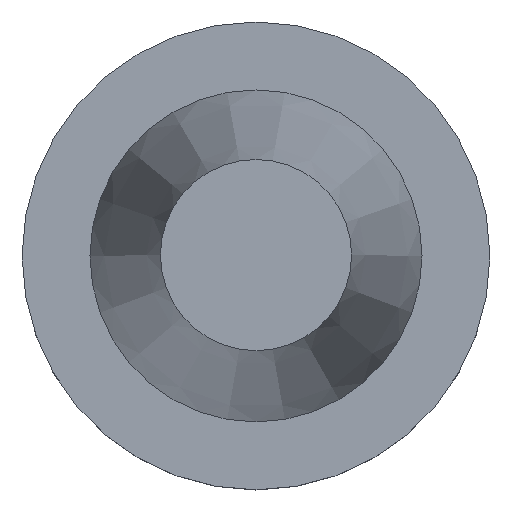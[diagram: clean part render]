
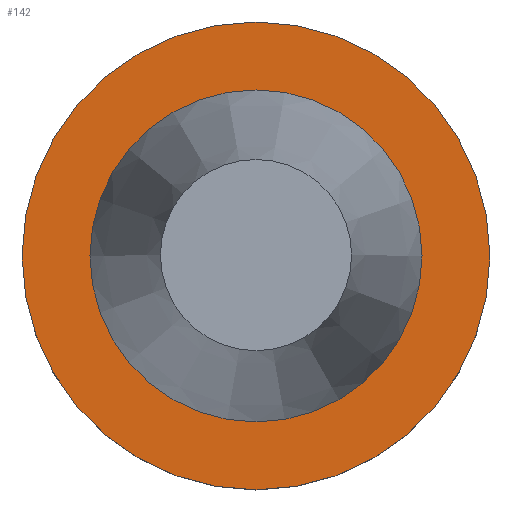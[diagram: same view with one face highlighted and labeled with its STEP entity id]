
A CAD part, top view. The second image highlights one B-rep face of the part: STEP entity #142.
In plain terms, the highlighted planar face has unit normal (0, 0, 1).
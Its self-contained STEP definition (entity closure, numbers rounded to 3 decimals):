
#14 = FACE_BOUND ( 'NONE', #373, .T. ) ;
#34 = CARTESIAN_POINT ( 'NONE',  ( 0., 0., -1.5 ) ) ;
#73 = CIRCLE ( 'NONE', #286, 49.215 ) ;
#74 = EDGE_CURVE ( 'NONE', #150, #150, #90, .T. ) ;
#90 = CIRCLE ( 'NONE', #213, 34.925 ) ;
#98 = CARTESIAN_POINT ( 'NONE',  ( 49.215, 0., -1.5 ) ) ;
#100 = DIRECTION ( 'NONE',  ( 1., 0., 0. ) ) ;
#131 = DIRECTION ( 'NONE',  ( 0., 0., 1. ) ) ;
#142 = ADVANCED_FACE ( 'NONE', ( #14, #271 ), #268, .F. ) ;
#145 = CARTESIAN_POINT ( 'NONE',  ( 0., 49.215, -1.5 ) ) ;
#150 = VERTEX_POINT ( 'NONE', #216 ) ;
#186 = ORIENTED_EDGE ( 'NONE', *, *, #74, .F. ) ;
#213 = AXIS2_PLACEMENT_3D ( 'NONE', #34, #131, #100 ) ;
#216 = CARTESIAN_POINT ( 'NONE',  ( 34.925, 0., -1.5 ) ) ;
#218 = ORIENTED_EDGE ( 'NONE', *, *, #317, .T. ) ;
#253 = AXIS2_PLACEMENT_3D ( 'NONE', #145, #360, #386 ) ;
#268 = PLANE ( 'NONE',  #253 ) ;
#271 = FACE_OUTER_BOUND ( 'NONE', #310, .T. ) ;
#275 = DIRECTION ( 'NONE',  ( 1., 0., 0. ) ) ;
#276 = CARTESIAN_POINT ( 'NONE',  ( 0., 0., -1.5 ) ) ;
#286 = AXIS2_PLACEMENT_3D ( 'NONE', #276, #370, #275 ) ;
#310 = EDGE_LOOP ( 'NONE', ( #218 ) ) ;
#317 = EDGE_CURVE ( 'NONE', #342, #342, #73, .T. ) ;
#342 = VERTEX_POINT ( 'NONE', #98 ) ;
#360 = DIRECTION ( 'NONE',  ( 0., 0., -1. ) ) ;
#370 = DIRECTION ( 'NONE',  ( 0., 0., 1. ) ) ;
#373 = EDGE_LOOP ( 'NONE', ( #186 ) ) ;
#386 = DIRECTION ( 'NONE',  ( -1., 0., 0. ) ) ;
